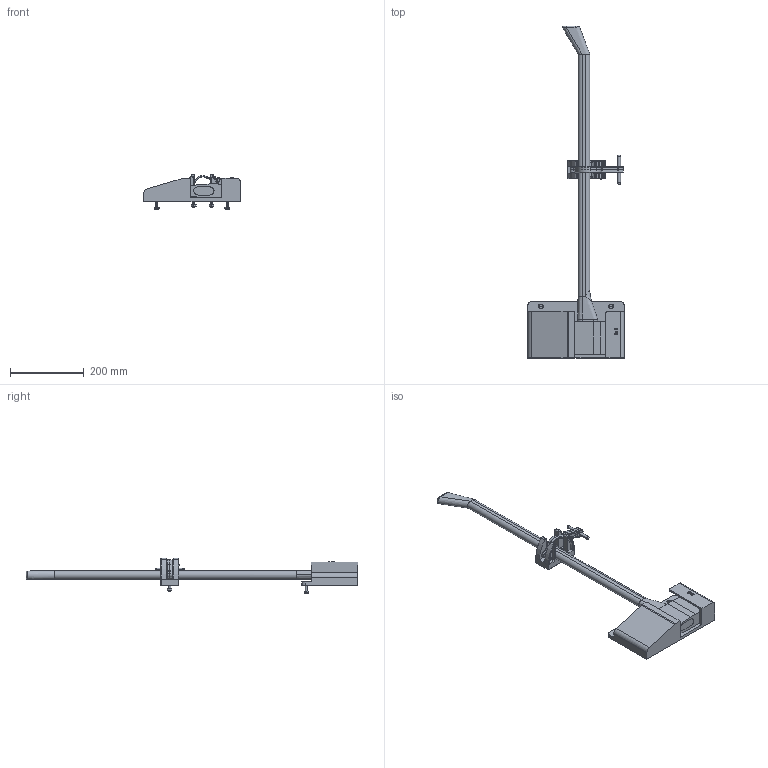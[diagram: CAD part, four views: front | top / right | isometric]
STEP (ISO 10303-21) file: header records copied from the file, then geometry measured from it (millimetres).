
FILE_DESCRIPTION (( 'STEP AP203' ), '1' );
FILE_NAME ('K5011 (down).STEP', '2010-08-23T18:52:58', ( '' ), ( '' ), 'SwSTEP 2.0', 'SolidWorks 2010', '' );
FILE_SCHEMA (( 'CONFIG_CONTROL_DESIGN' ));
Products named in the file (12): K5011 (down); 1011; FLAT HEAD AXE; 1004_In use; 1004 BASE; 1004  PIVOT PIN; 1004  PAD; 1004 STRAP (BLACK) - in use; 2032; 2032_7.500" apart; 2031_CR-FHMS 0.25-20x0.75x0.75-N; 2069LN_MSHXNUT 0.250-20-S-N
Assembly tree (17 placements, depth 3):
  K5011 (down)
    2032
      2031_CR-FHMS 0.25-20x0.75x0.75-N  x2
      2069LN_MSHXNUT 0.250-20-S-N  x2
    FLAT HEAD AXE
    2032_7.500" apart
      2069LN_MSHXNUT 0.250-20-S-N  x2
      2031_CR-FHMS 0.25-20x0.75x0.75-N  x2
    1004_In use
      1004 STRAP (BLACK) - in use
      1004  PAD
      1004 BASE
      1004  PIVOT PIN
    1011
Bounding box: 260.35 x 898.52 x 95.63 mm (x, y, z)
Volume: 1764791.8 mm3; surface area: 384441 mm2
Topology: 18 solids, 18 shells, 1268 faces, 3074 edges, 1899 vertices
Faces by surface type: plane 470, cylinder 433, torus 175, bspline 108, cone 72, sphere 10
Entity records: 47812 total; most frequent: CARTESIAN_POINT 20195, DIRECTION 5483, ORIENTED_EDGE 5444, EDGE_CURVE 2722, AXIS2_PLACEMENT_3D 2022, VERTEX_POINT 1703, VECTOR 1439, LINE 1439
